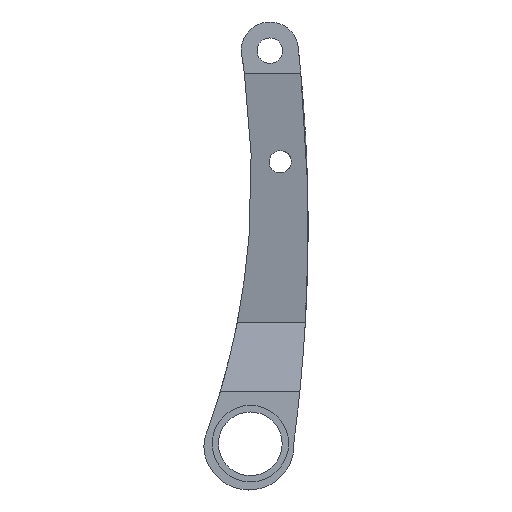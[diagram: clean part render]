
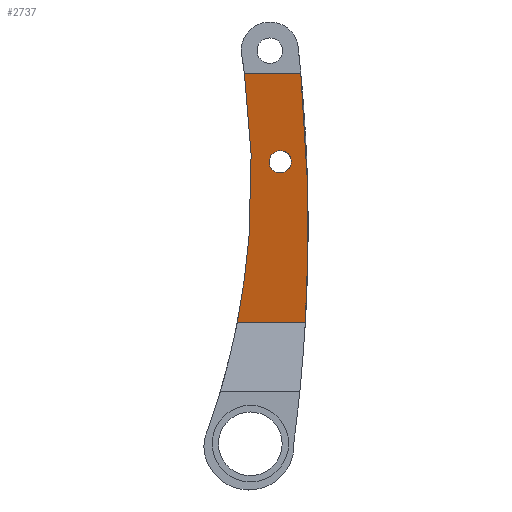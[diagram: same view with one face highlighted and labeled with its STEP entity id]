
A CAD part, front view. The second image highlights one B-rep face of the part: STEP entity #2737.
In plain terms, the highlighted planar face has unit normal (0, -0.983, -0.183).
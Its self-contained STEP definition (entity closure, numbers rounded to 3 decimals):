
#33 = CYLINDRICAL_SURFACE('',#34,238.163);
#34 = AXIS2_PLACEMENT_3D('',#35,#36,#37);
#35 = CARTESIAN_POINT('',(-144.933,117.,96.895));
#36 = DIRECTION('',(0.,1.,0.));
#37 = DIRECTION('',(1.,0.,0.));
#1462 = VERTEX_POINT('',#1463);
#1463 = CARTESIAN_POINT('',(88.795,40.242,
    51.146));
#1484 = PLANE('',#1485);
#1485 = AXIS2_PLACEMENT_3D('',#1486,#1487,#1488);
#1486 = CARTESIAN_POINT('',(68.,37.229,29.426));
#1487 = DIRECTION('',(0.,-0.991,
    0.137));
#1488 = DIRECTION('',(0.,0.137,0.991)
  );
#1496 = EDGE_CURVE('',#1497,#1462,#1499,.T.);
#1497 = VERTEX_POINT('',#1498);
#1498 = CARTESIAN_POINT('',(91.022,25.729,129.247));
#1499 = SURFACE_CURVE('',#1500,(#1505,#1518),.PCURVE_S1.);
#1500 = ELLIPSE('',#1501,242.24,238.163);
#1501 = AXIS2_PLACEMENT_3D('',#1502,#1503,#1504);
#1502 = CARTESIAN_POINT('',(-144.933,31.741,
    96.895));
#1503 = DIRECTION('',(0.,0.983,0.183
    ));
#1504 = DIRECTION('',(0.,0.183,-0.983
    ));
#1505 = PCURVE('',#33,#1506);
#1506 = DEFINITIONAL_REPRESENTATION('',(#1507),#1517);
#1507 = B_SPLINE_CURVE_WITH_KNOTS('',8,(#1508,#1509,#1510,#1511,#1512,
    #1513,#1514,#1515,#1516),.UNSPECIFIED.,.F.,.F.,(9,9),(4.548
    ,4.939),.PIECEWISE_BEZIER_KNOTS.);
#1508 = CARTESIAN_POINT('',(-6.448,-92.523));
#1509 = CARTESIAN_POINT('',(-6.399,-90.386));
#1510 = CARTESIAN_POINT('',(-6.35,-88.228));
#1511 = CARTESIAN_POINT('',(-6.301,-86.059));
#1512 = CARTESIAN_POINT('',(-6.252,-83.885));
#1513 = CARTESIAN_POINT('',(-6.203,-81.715));
#1514 = CARTESIAN_POINT('',(-6.154,-79.557));
#1515 = CARTESIAN_POINT('',(-6.105,-77.418));
#1516 = CARTESIAN_POINT('',(-6.056,-75.307));
#1517 = ( GEOMETRIC_REPRESENTATION_CONTEXT(2) 
PARAMETRIC_REPRESENTATION_CONTEXT() REPRESENTATION_CONTEXT('2D SPACE',''
  ) );
#1518 = PCURVE('',#1519,#1524);
#1519 = PLANE('',#1520);
#1520 = AXIS2_PLACEMENT_3D('',#1521,#1522,#1523);
#1521 = CARTESIAN_POINT('',(68.,25.729,129.247));
#1522 = DIRECTION('',(0.,0.983,0.183
    ));
#1523 = DIRECTION('',(0.,0.183,-0.983
    ));
#1524 = DEFINITIONAL_REPRESENTATION('',(#1525),#1529);
#1525 = ELLIPSE('',#1526,242.24,238.163);
#1526 = AXIS2_PLACEMENT_2D('',#1527,#1528);
#1527 = CARTESIAN_POINT('',(32.906,212.933));
#1528 = DIRECTION('',(1.,0.));
#1529 = ( GEOMETRIC_REPRESENTATION_CONTEXT(2) 
PARAMETRIC_REPRESENTATION_CONTEXT() REPRESENTATION_CONTEXT('2D SPACE',''
  ) );
#1548 = PLANE('',#1549);
#1549 = AXIS2_PLACEMENT_3D('',#1550,#1551,#1552);
#1550 = CARTESIAN_POINT('',(68.,25.729,129.247));
#1551 = DIRECTION('',(0.,-1.,0.));
#1552 = DIRECTION('',(0.,0.,1.));
#1939 = CYLINDRICAL_SURFACE('',#1940,513.009);
#1940 = AXIS2_PLACEMENT_3D('',#1941,#1942,#1943);
#1941 = CARTESIAN_POINT('',(-402.005,117.,80.896));
#1942 = DIRECTION('',(0.,1.,0.));
#1943 = DIRECTION('',(1.,0.,0.));
#2658 = EDGE_CURVE('',#1497,#2659,#2661,.T.);
#2659 = VERTEX_POINT('',#2660);
#2660 = CARTESIAN_POINT('',(108.721,25.729,129.247));
#2661 = SURFACE_CURVE('',#2662,(#2666,#2673),.PCURVE_S1.);
#2662 = LINE('',#2663,#2664);
#2663 = CARTESIAN_POINT('',(68.,25.729,129.247));
#2664 = VECTOR('',#2665,1.);
#2665 = DIRECTION('',(1.,0.,0.));
#2666 = PCURVE('',#1548,#2667);
#2667 = DEFINITIONAL_REPRESENTATION('',(#2668),#2672);
#2668 = LINE('',#2669,#2670);
#2669 = CARTESIAN_POINT('',(0.,0.));
#2670 = VECTOR('',#2671,1.);
#2671 = DIRECTION('',(0.,-1.));
#2672 = ( GEOMETRIC_REPRESENTATION_CONTEXT(2) 
PARAMETRIC_REPRESENTATION_CONTEXT() REPRESENTATION_CONTEXT('2D SPACE',''
  ) );
#2673 = PCURVE('',#1519,#2674);
#2674 = DEFINITIONAL_REPRESENTATION('',(#2675),#2679);
#2675 = LINE('',#2676,#2677);
#2676 = CARTESIAN_POINT('',(0.,0.));
#2677 = VECTOR('',#2678,1.);
#2678 = DIRECTION('',(0.,-1.));
#2679 = ( GEOMETRIC_REPRESENTATION_CONTEXT(2) 
PARAMETRIC_REPRESENTATION_CONTEXT() REPRESENTATION_CONTEXT('2D SPACE',''
  ) );
#2737 = ADVANCED_FACE('',(#2738,#2793),#1519,.F.);
#2738 = FACE_BOUND('',#2739,.F.);
#2739 = EDGE_LOOP('',(#2740,#2741,#2742,#2772));
#2740 = ORIENTED_EDGE('',*,*,#1496,.F.);
#2741 = ORIENTED_EDGE('',*,*,#2658,.T.);
#2742 = ORIENTED_EDGE('',*,*,#2743,.T.);
#2743 = EDGE_CURVE('',#2659,#2744,#2746,.T.);
#2744 = VERTEX_POINT('',#2745);
#2745 = CARTESIAN_POINT('',(110.141,40.242,
    51.146));
#2746 = SURFACE_CURVE('',#2747,(#2752,#2759),.PCURVE_S1.);
#2747 = ELLIPSE('',#2748,521.791,513.009);
#2748 = AXIS2_PLACEMENT_3D('',#2749,#2750,#2751);
#2749 = CARTESIAN_POINT('',(-402.005,34.714,
    80.896));
#2750 = DIRECTION('',(0.,0.983,0.183
    ));
#2751 = DIRECTION('',(0.,0.183,-0.983
    ));
#2752 = PCURVE('',#1519,#2753);
#2753 = DEFINITIONAL_REPRESENTATION('',(#2754),#2758);
#2754 = ELLIPSE('',#2755,521.791,513.009);
#2755 = AXIS2_PLACEMENT_2D('',#2756,#2757);
#2756 = CARTESIAN_POINT('',(49.179,470.005));
#2757 = DIRECTION('',(1.,0.));
#2758 = ( GEOMETRIC_REPRESENTATION_CONTEXT(2) 
PARAMETRIC_REPRESENTATION_CONTEXT() REPRESENTATION_CONTEXT('2D SPACE',''
  ) );
#2759 = PCURVE('',#1939,#2760);
#2760 = DEFINITIONAL_REPRESENTATION('',(#2761),#2771);
#2761 = B_SPLINE_CURVE_WITH_KNOTS('',8,(#2762,#2763,#2764,#2765,#2766,
    #2767,#2768,#2769,#2770),.UNSPECIFIED.,.F.,.F.,(9,9),(4.603
    ,4.786),.PIECEWISE_BEZIER_KNOTS.);
#2762 = CARTESIAN_POINT('',(-6.393,-92.722));
#2763 = CARTESIAN_POINT('',(-6.37,-90.555));
#2764 = CARTESIAN_POINT('',(-6.347,-88.382));
#2765 = CARTESIAN_POINT('',(-6.324,-86.204));
#2766 = CARTESIAN_POINT('',(-6.301,-84.023));
#2767 = CARTESIAN_POINT('',(-6.279,-81.841));
#2768 = CARTESIAN_POINT('',(-6.256,-79.66));
#2769 = CARTESIAN_POINT('',(-6.233,-77.482));
#2770 = CARTESIAN_POINT('',(-6.21,-75.307));
#2771 = ( GEOMETRIC_REPRESENTATION_CONTEXT(2) 
PARAMETRIC_REPRESENTATION_CONTEXT() REPRESENTATION_CONTEXT('2D SPACE',''
  ) );
#2772 = ORIENTED_EDGE('',*,*,#2773,.F.);
#2773 = EDGE_CURVE('',#1462,#2744,#2774,.T.);
#2774 = SURFACE_CURVE('',#2775,(#2779,#2786),.PCURVE_S1.);
#2775 = LINE('',#2776,#2777);
#2776 = CARTESIAN_POINT('',(68.,40.242,51.146));
#2777 = VECTOR('',#2778,1.);
#2778 = DIRECTION('',(1.,0.,0.));
#2779 = PCURVE('',#1519,#2780);
#2780 = DEFINITIONAL_REPRESENTATION('',(#2781),#2785);
#2781 = LINE('',#2782,#2783);
#2782 = CARTESIAN_POINT('',(79.438,0.));
#2783 = VECTOR('',#2784,1.);
#2784 = DIRECTION('',(0.,-1.));
#2785 = ( GEOMETRIC_REPRESENTATION_CONTEXT(2) 
PARAMETRIC_REPRESENTATION_CONTEXT() REPRESENTATION_CONTEXT('2D SPACE',''
  ) );
#2786 = PCURVE('',#1484,#2787);
#2787 = DEFINITIONAL_REPRESENTATION('',(#2788),#2792);
#2788 = LINE('',#2789,#2790);
#2789 = CARTESIAN_POINT('',(21.928,0.));
#2790 = VECTOR('',#2791,1.);
#2791 = DIRECTION('',(0.,-1.));
#2792 = ( GEOMETRIC_REPRESENTATION_CONTEXT(2) 
PARAMETRIC_REPRESENTATION_CONTEXT() REPRESENTATION_CONTEXT('2D SPACE',''
  ) );
#2793 = FACE_BOUND('',#2794,.F.);
#2794 = EDGE_LOOP('',(#2795));
#2795 = ORIENTED_EDGE('',*,*,#2796,.F.);
#2796 = EDGE_CURVE('',#2797,#2797,#2799,.T.);
#2797 = VERTEX_POINT('',#2798);
#2798 = CARTESIAN_POINT('',(105.775,30.896,
    101.44));
#2799 = SURFACE_CURVE('',#2800,(#2805,#2812),.PCURVE_S1.);
#2800 = ELLIPSE('',#2801,3.56,3.5);
#2801 = AXIS2_PLACEMENT_3D('',#2802,#2803,#2804);
#2802 = CARTESIAN_POINT('',(102.275,30.896,
    101.44));
#2803 = DIRECTION('',(0.,0.983,0.183
    ));
#2804 = DIRECTION('',(0.,0.183,-0.983
    ));
#2805 = PCURVE('',#1519,#2806);
#2806 = DEFINITIONAL_REPRESENTATION('',(#2807),#2811);
#2807 = ELLIPSE('',#2808,3.56,3.5);
#2808 = AXIS2_PLACEMENT_2D('',#2809,#2810);
#2809 = CARTESIAN_POINT('',(28.283,-34.275));
#2810 = DIRECTION('',(1.,0.));
#2811 = ( GEOMETRIC_REPRESENTATION_CONTEXT(2) 
PARAMETRIC_REPRESENTATION_CONTEXT() REPRESENTATION_CONTEXT('2D SPACE',''
  ) );
#2812 = PCURVE('',#2813,#2818);
#2813 = CYLINDRICAL_SURFACE('',#2814,3.5);
#2814 = AXIS2_PLACEMENT_3D('',#2815,#2816,#2817);
#2815 = CARTESIAN_POINT('',(102.275,150.,101.44));
#2816 = DIRECTION('',(0.,1.,0.));
#2817 = DIRECTION('',(1.,0.,0.));
#2818 = DEFINITIONAL_REPRESENTATION('',(#2819),#2836);
#2819 = B_SPLINE_CURVE_WITH_KNOTS('',8,(#2820,#2821,#2822,#2823,#2824,
    #2825,#2826,#2827,#2828,#2829,#2830,#2831,#2832,#2833,#2834,#2835),
  .UNSPECIFIED.,.F.,.F.,(9,7,9),(4.712,7.854,
    10.996),.UNSPECIFIED.);
#2820 = CARTESIAN_POINT('',(-6.283,-119.104));
#2821 = CARTESIAN_POINT('',(-5.89,-118.848));
#2822 = CARTESIAN_POINT('',(-5.498,-118.593));
#2823 = CARTESIAN_POINT('',(-5.105,-118.398));
#2824 = CARTESIAN_POINT('',(-4.712,-118.322));
#2825 = CARTESIAN_POINT('',(-4.32,-118.398));
#2826 = CARTESIAN_POINT('',(-3.927,-118.593));
#2827 = CARTESIAN_POINT('',(-3.534,-118.848));
#2828 = CARTESIAN_POINT('',(-2.749,-119.359));
#2829 = CARTESIAN_POINT('',(-2.356,-119.615));
#2830 = CARTESIAN_POINT('',(-1.963,-119.81));
#2831 = CARTESIAN_POINT('',(-1.571,-119.885));
#2832 = CARTESIAN_POINT('',(-1.178,-119.81));
#2833 = CARTESIAN_POINT('',(-0.785,-119.615));
#2834 = CARTESIAN_POINT('',(-0.393,-119.359));
#2835 = CARTESIAN_POINT('',(0.,-119.104));
#2836 = ( GEOMETRIC_REPRESENTATION_CONTEXT(2) 
PARAMETRIC_REPRESENTATION_CONTEXT() REPRESENTATION_CONTEXT('2D SPACE',''
  ) );
